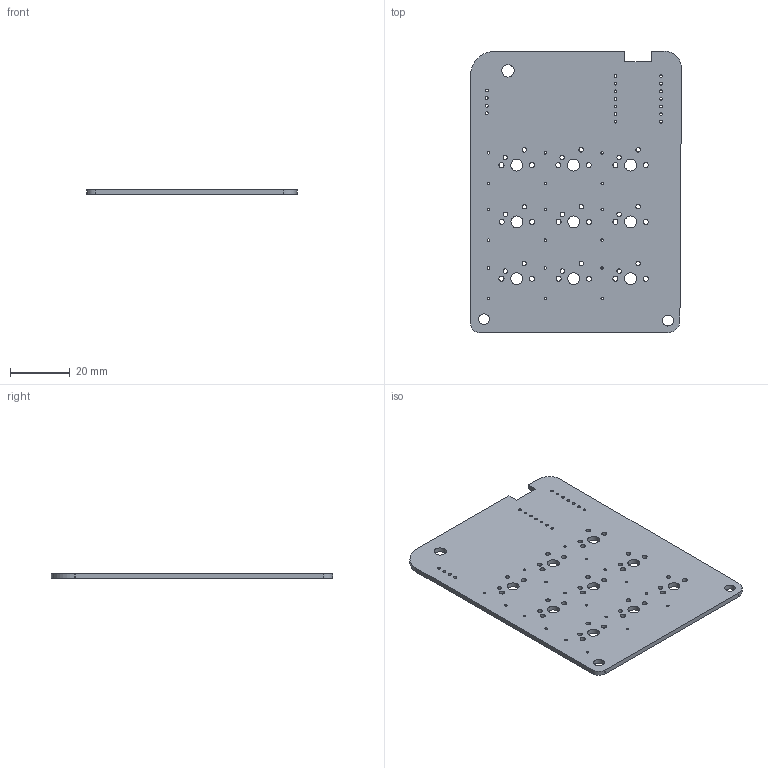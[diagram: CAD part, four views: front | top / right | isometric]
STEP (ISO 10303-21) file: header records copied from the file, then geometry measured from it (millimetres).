
FILE_DESCRIPTION(('KiCad electronic assembly'),'2;1');
FILE_NAME('FlightPad.step','2025-07-08T19:49:38',('Pcbnew'),('Kicad'), 'Open CASCADE STEP processor 7.8','KiCad to STEP converter','Unknown' );
FILE_SCHEMA(('AUTOMOTIVE_DESIGN { 1 0 10303 214 1 1 1 1 }'));
Length unit declared in the file: millimetre
Products named in the file (2): FlightPad 1; _autosave-FlightPad_PCB
Assembly tree (1 placements, depth 2):
  FlightPad 1
    _autosave-FlightPad_PCB
Bounding box: 70.5 x 94 x 1.6 mm (x, y, z)
Volume: 10089 mm3; surface area: 13817.7 mm2
Topology: 1 solids, 1 shells, 103 faces, 303 edges, 202 vertices
Faces by surface type: cylinder 88, plane 15
Full cylindrical faces by diameter (mm): 0.813 x18, 0.889 x14, 1 x4, 1.5 x18, 1.7 x18, 3.606 x2, 4 x9, 4.123 x1
Entity records: 3906 total; most frequent: DIRECTION 689, CARTESIAN_POINT 610, ORIENTED_EDGE 606, EDGE_CURVE 303, AXIS2_PLACEMENT_3D 281, FACE_BOUND 271, EDGE_LOOP 271, VERTEX_POINT 202
